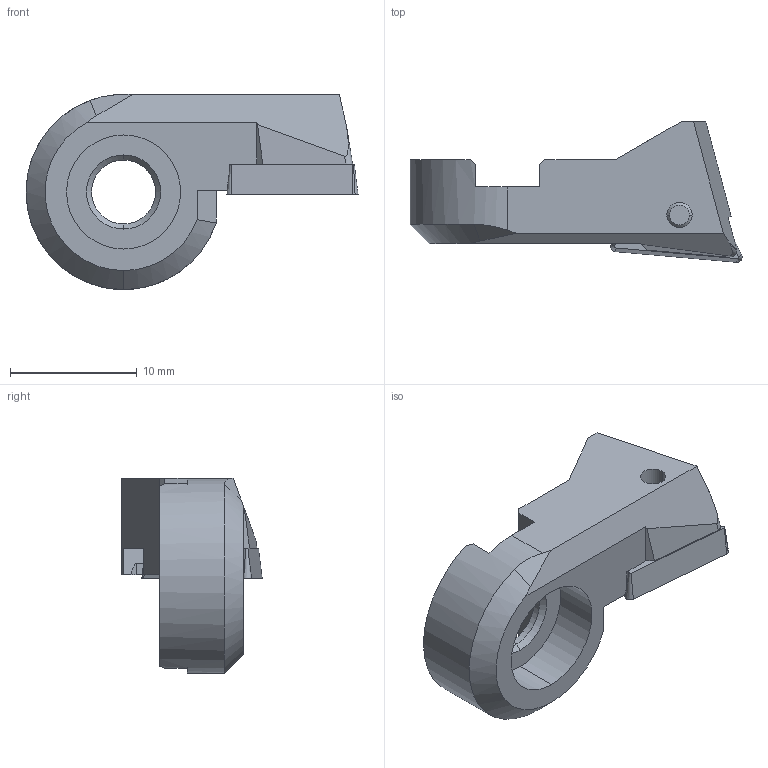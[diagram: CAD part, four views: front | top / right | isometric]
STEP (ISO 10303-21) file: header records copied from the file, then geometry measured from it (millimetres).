
FILE_DESCRIPTION(('no description'),'unknown implementation level');
FILE_NAME('045F286B-C853-4680-ABBF-9A27F57BD9C5_export.stp',' ',('CIMSOURCE GmbH'),('CADClick - KiM GmbH - www.kimweb.de'),'unknown preprocess','ACIS','unknown authorization');
FILE_SCHEMA(('automotive_design'));
Length unit declared in the file: millimetre
Products named in the file (3): 689.198 Kaiser TC11 41-54_25�|694.122 Kaiser ETL M2.5x6.5 T7 IP 10S_309.301;Kreismuster1; 689.198 Kaiser TC11 41-54_25�|655.383 Kaiser TCGT 110204 K10C;Kombinieren1; 689.198 Kaiser TC11 41-54_25�|689.198 Kaiser TC11 41-54_25�;Schnitt-Linear austragen9
Bounding box: 26.2 x 11.08 x 15.4 mm (x, y, z)
Volume: 1417.5 mm3; surface area: 1391.2 mm2
Topology: 3 solids, 3 shells, 98 faces, 246 edges, 156 vertices
Faces by surface type: plane 36, cylinder 34, cone 24, torus 4
Entity records: 5843 total; most frequent: DIRECTION 547, CARTESIAN_POINT 546, STYLED_ITEM 503, PRESENTATION_STYLE_ASSIGNMENT 503, COLOUR_RGB 503, ORIENTED_EDGE 492, EDGE_CURVE 246, CURVE_STYLE 246
